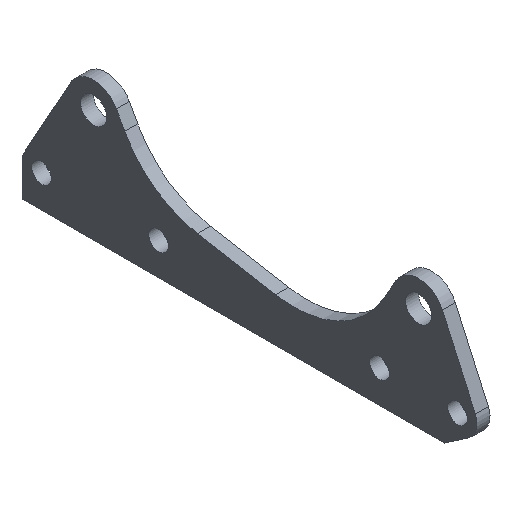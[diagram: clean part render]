
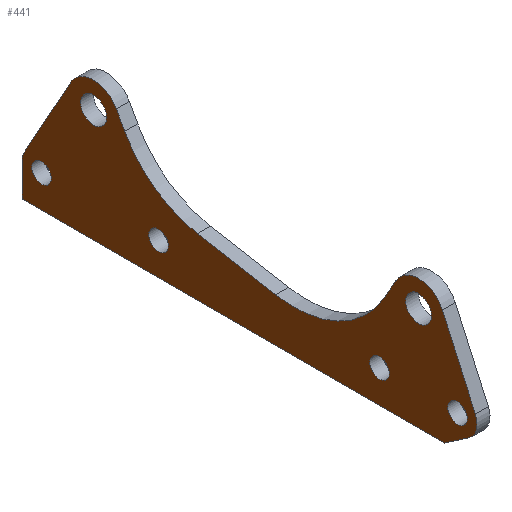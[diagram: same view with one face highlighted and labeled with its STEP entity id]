
A CAD part, isometric view. The second image highlights one B-rep face of the part: STEP entity #441.
In plain terms, the highlighted planar face has unit normal (-1, 0, 0).
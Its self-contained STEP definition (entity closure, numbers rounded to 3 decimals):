
#15=FACE_BOUND('',#80,.T.);
#16=FACE_BOUND('',#81,.T.);
#17=FACE_BOUND('',#82,.T.);
#18=FACE_BOUND('',#83,.T.);
#19=FACE_BOUND('',#84,.T.);
#20=FACE_BOUND('',#85,.T.);
#35=PLANE('',#501);
#57=FACE_OUTER_BOUND('',#79,.T.);
#79=EDGE_LOOP('',(#369,#370,#371,#372,#373,#374,#375,#376,#377,#378,#379,
#380,#381,#382));
#80=EDGE_LOOP('',(#383));
#81=EDGE_LOOP('',(#384));
#82=EDGE_LOOP('',(#385));
#83=EDGE_LOOP('',(#386));
#84=EDGE_LOOP('',(#387));
#85=EDGE_LOOP('',(#388));
#97=LINE('',#648,#133);
#101=LINE('',#660,#137);
#108=LINE('',#699,#144);
#113=LINE('',#713,#149);
#117=LINE('',#725,#153);
#120=LINE('',#731,#156);
#123=LINE('',#737,#159);
#127=LINE('',#749,#163);
#133=VECTOR('',#517,10.);
#137=VECTOR('',#529,10.);
#144=VECTOR('',#574,10.);
#149=VECTOR('',#587,10.);
#153=VECTOR('',#599,10.);
#156=VECTOR('',#604,10.);
#159=VECTOR('',#609,10.);
#163=VECTOR('',#621,10.);
#166=CIRCLE('',#459,15.9);
#168=CIRCLE('',#463,15.9);
#169=CIRCLE('',#466,1.5);
#171=CIRCLE('',#469,1.5);
#173=CIRCLE('',#472,1.5);
#175=CIRCLE('',#475,2.);
#177=CIRCLE('',#478,2.);
#179=CIRCLE('',#481,1.5);
#182=CIRCLE('',#486,4.);
#184=CIRCLE('',#490,3.);
#186=CIRCLE('',#496,3.);
#188=CIRCLE('',#500,4.);
#191=VERTEX_POINT('',#638);
#192=VERTEX_POINT('',#640);
#194=VERTEX_POINT('',#646);
#196=VERTEX_POINT('',#652);
#198=VERTEX_POINT('',#658);
#199=VERTEX_POINT('',#662);
#201=VERTEX_POINT('',#668);
#203=VERTEX_POINT('',#674);
#205=VERTEX_POINT('',#680);
#207=VERTEX_POINT('',#686);
#209=VERTEX_POINT('',#692);
#211=VERTEX_POINT('',#698);
#214=VERTEX_POINT('',#706);
#216=VERTEX_POINT('',#712);
#218=VERTEX_POINT('',#718);
#220=VERTEX_POINT('',#724);
#222=VERTEX_POINT('',#730);
#224=VERTEX_POINT('',#736);
#226=VERTEX_POINT('',#742);
#228=VERTEX_POINT('',#748);
#231=EDGE_CURVE('',#191,#192,#166,.T.);
#235=EDGE_CURVE('',#191,#194,#97,.T.);
#238=EDGE_CURVE('',#196,#194,#168,.T.);
#241=EDGE_CURVE('',#196,#198,#101,.T.);
#242=EDGE_CURVE('',#199,#199,#169,.T.);
#245=EDGE_CURVE('',#201,#201,#171,.T.);
#248=EDGE_CURVE('',#203,#203,#173,.T.);
#251=EDGE_CURVE('',#205,#205,#175,.T.);
#254=EDGE_CURVE('',#207,#207,#177,.T.);
#257=EDGE_CURVE('',#209,#209,#179,.T.);
#260=EDGE_CURVE('',#211,#192,#108,.T.);
#264=EDGE_CURVE('',#214,#211,#182,.T.);
#267=EDGE_CURVE('',#216,#214,#113,.T.);
#270=EDGE_CURVE('',#218,#216,#184,.T.);
#273=EDGE_CURVE('',#220,#218,#117,.T.);
#276=EDGE_CURVE('',#222,#220,#120,.T.);
#279=EDGE_CURVE('',#224,#222,#123,.T.);
#282=EDGE_CURVE('',#226,#224,#186,.T.);
#285=EDGE_CURVE('',#228,#226,#127,.T.);
#288=EDGE_CURVE('',#198,#228,#188,.T.);
#369=ORIENTED_EDGE('',*,*,#288,.T.);
#370=ORIENTED_EDGE('',*,*,#285,.T.);
#371=ORIENTED_EDGE('',*,*,#282,.T.);
#372=ORIENTED_EDGE('',*,*,#279,.T.);
#373=ORIENTED_EDGE('',*,*,#276,.T.);
#374=ORIENTED_EDGE('',*,*,#273,.T.);
#375=ORIENTED_EDGE('',*,*,#270,.T.);
#376=ORIENTED_EDGE('',*,*,#267,.T.);
#377=ORIENTED_EDGE('',*,*,#264,.T.);
#378=ORIENTED_EDGE('',*,*,#260,.T.);
#379=ORIENTED_EDGE('',*,*,#231,.F.);
#380=ORIENTED_EDGE('',*,*,#235,.T.);
#381=ORIENTED_EDGE('',*,*,#238,.F.);
#382=ORIENTED_EDGE('',*,*,#241,.T.);
#383=ORIENTED_EDGE('',*,*,#257,.T.);
#384=ORIENTED_EDGE('',*,*,#254,.T.);
#385=ORIENTED_EDGE('',*,*,#251,.T.);
#386=ORIENTED_EDGE('',*,*,#248,.T.);
#387=ORIENTED_EDGE('',*,*,#245,.T.);
#388=ORIENTED_EDGE('',*,*,#242,.T.);
#441=ADVANCED_FACE('',(#57,#15,#16,#17,#18,#19,#20),#35,.T.);
#459=AXIS2_PLACEMENT_3D('',#641,#510,#511);
#463=AXIS2_PLACEMENT_3D('',#654,#523,#524);
#466=AXIS2_PLACEMENT_3D('',#663,#532,#533);
#469=AXIS2_PLACEMENT_3D('',#669,#539,#540);
#472=AXIS2_PLACEMENT_3D('',#675,#546,#547);
#475=AXIS2_PLACEMENT_3D('',#681,#553,#554);
#478=AXIS2_PLACEMENT_3D('',#687,#560,#561);
#481=AXIS2_PLACEMENT_3D('',#693,#567,#568);
#486=AXIS2_PLACEMENT_3D('',#707,#581,#582);
#490=AXIS2_PLACEMENT_3D('',#719,#593,#594);
#496=AXIS2_PLACEMENT_3D('',#743,#615,#616);
#500=AXIS2_PLACEMENT_3D('',#753,#627,#628);
#501=AXIS2_PLACEMENT_3D('',#754,#629,#630);
#510=DIRECTION('center_axis',(-1.,0.,0.));
#511=DIRECTION('ref_axis',(0.,-0.425,-0.905));
#517=DIRECTION('',(0.,0.985,0.175));
#523=DIRECTION('center_axis',(-1.,0.,0.));
#524=DIRECTION('ref_axis',(0.,0.583,-0.812));
#529=DIRECTION('',(0.,0.48,0.877));
#532=DIRECTION('center_axis',(1.,0.,0.));
#533=DIRECTION('ref_axis',(0.,1.,0.));
#539=DIRECTION('center_axis',(1.,0.,0.));
#540=DIRECTION('ref_axis',(0.,1.,0.));
#546=DIRECTION('center_axis',(1.,0.,0.));
#547=DIRECTION('ref_axis',(0.,1.,0.));
#553=DIRECTION('center_axis',(1.,0.,0.));
#554=DIRECTION('ref_axis',(0.,1.,0.));
#560=DIRECTION('center_axis',(1.,0.,0.));
#561=DIRECTION('ref_axis',(0.,1.,0.));
#567=DIRECTION('center_axis',(1.,0.,0.));
#568=DIRECTION('ref_axis',(0.,1.,0.));
#574=DIRECTION('',(0.,0.494,-0.869));
#581=DIRECTION('center_axis',(-1.,0.,0.));
#582=DIRECTION('ref_axis',(0.,1.,0.));
#587=DIRECTION('',(0.,0.41,0.912));
#593=DIRECTION('center_axis',(-1.,0.,0.));
#594=DIRECTION('ref_axis',(0.,1.,0.));
#599=DIRECTION('',(0.,-0.826,0.564));
#604=DIRECTION('',(0.,-1.,0.));
#609=DIRECTION('',(0.,0.,-1.));
#615=DIRECTION('center_axis',(-1.,0.,0.));
#616=DIRECTION('ref_axis',(0.,1.,0.));
#621=DIRECTION('',(0.,0.485,-0.874));
#627=DIRECTION('center_axis',(-1.,0.,0.));
#628=DIRECTION('ref_axis',(0.,1.,0.));
#629=DIRECTION('center_axis',(-1.,0.,0.));
#630=DIRECTION('ref_axis',(0.,1.,0.));
#638=CARTESIAN_POINT('',(-32.,21.693,19.751));
#640=CARTESIAN_POINT('',(-32.,5.09,27.546));
#641=CARTESIAN_POINT('Origin',(-32.,18.912,35.406));
#646=CARTESIAN_POINT('',(-32.,33.72,21.888));
#648=CARTESIAN_POINT('',(-32.,41.226,23.221));
#652=CARTESIAN_POINT('',(-32.,44.886,29.909));
#654=CARTESIAN_POINT('Origin',(-32.,30.938,37.542));
#658=CARTESIAN_POINT('',(-32.,46.183,32.278));
#660=CARTESIAN_POINT('',(-32.,46.183,32.278));
#662=CARTESIAN_POINT('',(-32.,38.192,18.));
#663=CARTESIAN_POINT('Origin',(-32.,39.692,18.));
#668=CARTESIAN_POINT('',(-32.,-7.787,18.));
#669=CARTESIAN_POINT('Origin',(-32.,-6.287,18.));
#674=CARTESIAN_POINT('',(-32.,56.192,18.));
#675=CARTESIAN_POINT('Origin',(-32.,57.692,18.));
#680=CARTESIAN_POINT('',(-32.,-2.287,28.911));
#681=CARTESIAN_POINT('Origin',(-32.,-0.287,28.911));
#686=CARTESIAN_POINT('',(-32.,47.692,30.358));
#687=CARTESIAN_POINT('Origin',(-32.,49.692,30.358));
#692=CARTESIAN_POINT('',(-32.,4.213,18.));
#693=CARTESIAN_POINT('Origin',(-32.,5.713,18.));
#698=CARTESIAN_POINT('',(-32.,3.19,30.888));
#699=CARTESIAN_POINT('',(-32.,3.19,30.888));
#706=CARTESIAN_POINT('',(-32.,-3.936,30.551));
#707=CARTESIAN_POINT('Origin',(-32.,-0.287,28.911));
#712=CARTESIAN_POINT('',(-32.,-9.024,19.23));
#713=CARTESIAN_POINT('',(-32.,-3.936,30.551));
#718=CARTESIAN_POINT('',(-32.,-7.98,15.523));
#719=CARTESIAN_POINT('Origin',(-32.,-6.287,18.));
#724=CARTESIAN_POINT('',(-32.,-4.287,13.));
#725=CARTESIAN_POINT('',(-32.,-7.98,15.523));
#730=CARTESIAN_POINT('',(-32.,60.692,13.));
#731=CARTESIAN_POINT('',(-32.,107.417,13.));
#736=CARTESIAN_POINT('',(-32.,60.692,18.));
#737=CARTESIAN_POINT('',(-32.,60.692,18.));
#742=CARTESIAN_POINT('',(-32.,60.315,19.455));
#743=CARTESIAN_POINT('Origin',(-32.,57.692,18.));
#748=CARTESIAN_POINT('',(-32.,53.19,32.299));
#749=CARTESIAN_POINT('',(-32.,53.19,32.299));
#753=CARTESIAN_POINT('Origin',(-32.,49.692,30.358));
#754=CARTESIAN_POINT('Origin',(-32.,25.702,23.679));
